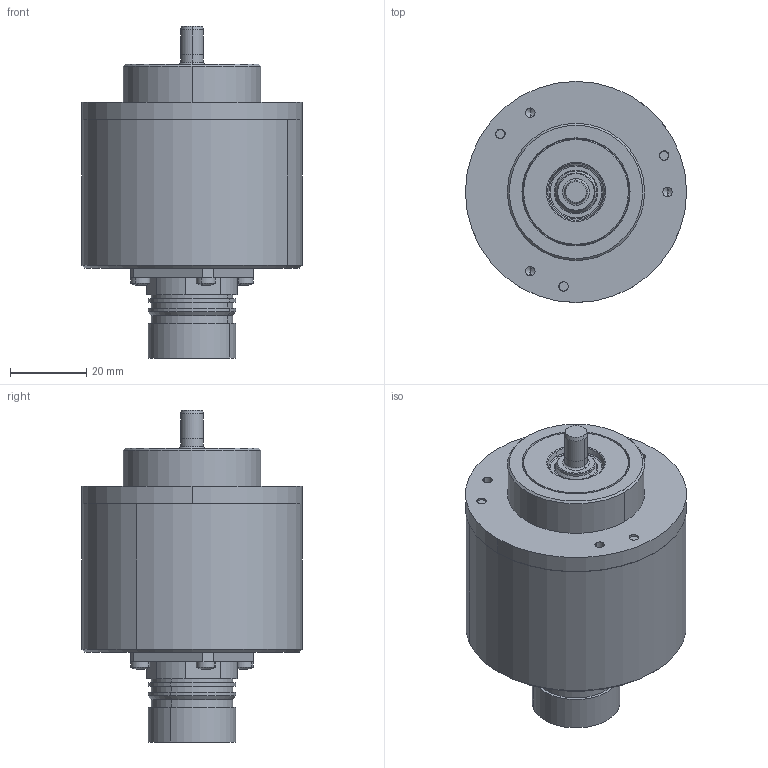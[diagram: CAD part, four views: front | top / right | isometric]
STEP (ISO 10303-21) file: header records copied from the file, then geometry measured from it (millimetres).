
FILE_DESCRIPTION((''),'2;1');
FILE_NAME('573633','2010-11-10T',('se2802'),(''),'PRO/ENGINEER BY PARAMETRIC TECHNOLOGY CORPORATION, 2010180','PRO/ENGINEER BY PARAMETRIC TECHNOLOGY CORPORATION, 2010180','');
FILE_SCHEMA(('CONFIG_CONTROL_DESIGN'));
Products named in the file (1): 573633
Bounding box: 58 x 58 x 87.1 mm (x, y, z)
Volume: 74307.2 mm3; surface area: 42641.7 mm2
Topology: 1 solids, 3 shells, 1471 faces, 4038 edges, 2626 vertices
Faces by surface type: cylinder 529, plane 474, extrusion 324, cone 68, torus 62, sphere 14
Entity records: 52394 total; most frequent: CARTESIAN_POINT 15317, ORIENTED_EDGE 8060, DIRECTION 7194, EDGE_CURVE 4030, VERTEX_POINT 2626, AXIS2_PLACEMENT_3D 2625, VECTOR 1944, EDGE_LOOP 1626
